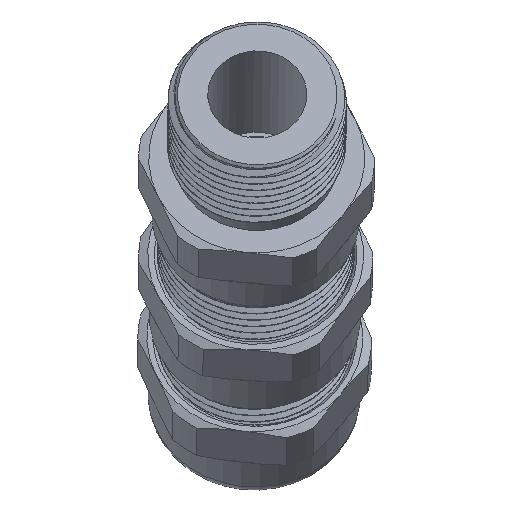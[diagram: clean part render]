
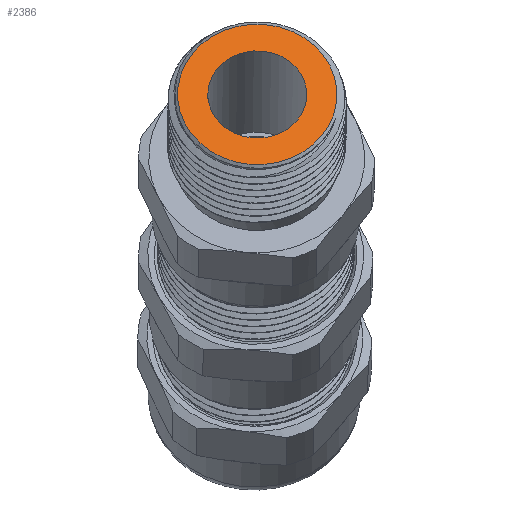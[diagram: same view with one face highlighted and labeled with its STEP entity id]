
A CAD part, left-side view. The second image highlights one B-rep face of the part: STEP entity #2386.
In plain terms, the highlighted face is planar.
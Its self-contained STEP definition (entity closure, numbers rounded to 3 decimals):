
#277=PLANE('',#2798);
#407=FACE_BOUND('',#817,.T.);
#576=FACE_OUTER_BOUND('',#816,.T.);
#816=EDGE_LOOP('',(#2156));
#817=EDGE_LOOP('',(#2157));
#948=CIRCLE('',#2724,8.859);
#986=CIRCLE('',#2797,5.5);
#1189=VERTEX_POINT('',#7787);
#1242=VERTEX_POINT('',#11153);
#1465=EDGE_CURVE('',#1189,#1189,#948,.T.);
#1551=EDGE_CURVE('',#1242,#1242,#986,.T.);
#2156=ORIENTED_EDGE('',*,*,#1465,.T.);
#2157=ORIENTED_EDGE('',*,*,#1551,.T.);
#2386=ADVANCED_FACE('',(#576,#407),#277,.T.);
#2724=AXIS2_PLACEMENT_3D('',#7788,#3335,#3336);
#2797=AXIS2_PLACEMENT_3D('',#11154,#3493,#3494);
#2798=AXIS2_PLACEMENT_3D('',#11155,#3495,#3496);
#3335=DIRECTION('center_axis',(-1.,0.,0.));
#3336=DIRECTION('ref_axis',(0.,1.,0.));
#3493=DIRECTION('center_axis',(1.,0.,0.));
#3494=DIRECTION('ref_axis',(0.,1.,0.));
#3495=DIRECTION('center_axis',(-1.,0.,0.));
#3496=DIRECTION('ref_axis',(0.,0.,1.));
#7787=CARTESIAN_POINT('',(-41.,8.859,0.));
#7788=CARTESIAN_POINT('Origin',(-41.,0.,0.));
#11153=CARTESIAN_POINT('',(-41.,5.5,0.));
#11154=CARTESIAN_POINT('Origin',(-41.,0.,
0.));
#11155=CARTESIAN_POINT('Origin',(-41.,9.159,0.));
